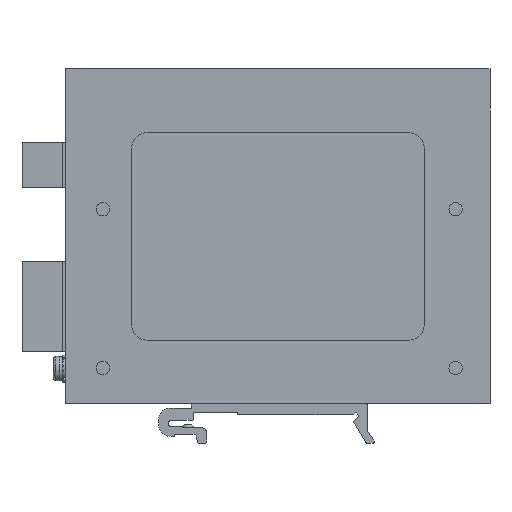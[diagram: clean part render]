
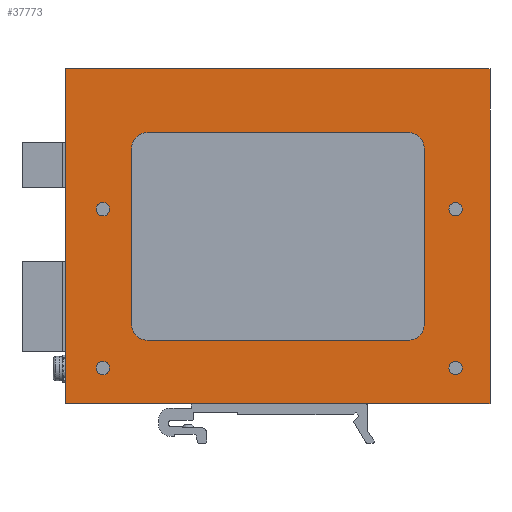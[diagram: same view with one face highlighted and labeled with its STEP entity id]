
A CAD part, left-side view. The second image highlights one B-rep face of the part: STEP entity #37773.
In plain terms, the highlighted planar face has unit normal (-1, 0, 0).
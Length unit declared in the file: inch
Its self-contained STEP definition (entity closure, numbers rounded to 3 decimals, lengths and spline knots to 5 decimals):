
#244 = DIRECTION ( 'NONE',  ( 0., 1., 0. ) ) ;
#636 = DIRECTION ( 'NONE',  ( 1., 0., 0. ) ) ;
#687 = EDGE_CURVE ( 'NONE', #5714, #19145, #14596, .T. ) ;
#862 = ORIENTED_EDGE ( 'NONE', *, *, #36998, .T. ) ;
#1724 = CARTESIAN_POINT ( 'NONE',  ( -0.59055, 1.28937, -0.77756 ) ) ;
#2014 = CARTESIAN_POINT ( 'NONE',  ( -0.59055, -1.15157, 0.77756 ) ) ;
#2078 = EDGE_LOOP ( 'NONE', ( #7298 ) ) ;
#2943 = VERTEX_POINT ( 'NONE', #13178 ) ;
#2968 = AXIS2_PLACEMENT_3D ( 'NONE', #27043, #23739, #6299 ) ;
#3205 = LINE ( 'NONE', #15139, #21973 ) ;
#3227 = EDGE_CURVE ( 'NONE', #12323, #12323, #35402, .T. ) ;
#3591 = CARTESIAN_POINT ( 'NONE',  ( -0.59055, -1.15157, 0.91535 ) ) ;
#3832 = VERTEX_POINT ( 'NONE', #18602 ) ;
#4173 = VERTEX_POINT ( 'NONE', #15800 ) ;
#4785 = VERTEX_POINT ( 'NONE', #22394 ) ;
#4822 = ORIENTED_EDGE ( 'NONE', *, *, #24017, .T. ) ;
#5010 = CARTESIAN_POINT ( 'NONE',  ( -0.59055, -1.28937, -0.77756 ) ) ;
#5714 = VERTEX_POINT ( 'NONE', #3591 ) ;
#5812 = EDGE_LOOP ( 'NONE', ( #10733, #28269, #26621, #31310, #36823, #9649, #6203, #22371 ) ) ;
#6039 = DIRECTION ( 'NONE',  ( 0., 0., 1. ) ) ;
#6123 = DIRECTION ( 'NONE',  ( 0., 0., 1. ) ) ;
#6203 = ORIENTED_EDGE ( 'NONE', *, *, #16715, .T. ) ;
#6299 = DIRECTION ( 'NONE',  ( 0., 0., 1. ) ) ;
#6469 = LINE ( 'NONE', #15676, #29152 ) ;
#6723 = VECTOR ( 'NONE', #6123, 39.37008 ) ;
#7298 = ORIENTED_EDGE ( 'NONE', *, *, #22493, .T. ) ;
#7301 = ORIENTED_EDGE ( 'NONE', *, *, #28089, .F. ) ;
#7589 = EDGE_CURVE ( 'NONE', #2943, #12016, #26393, .T. ) ;
#7859 = DIRECTION ( 'NONE',  ( 1., 0., 0. ) ) ;
#7945 = DIRECTION ( 'NONE',  ( 1., 0., 0. ) ) ;
#8394 = CARTESIAN_POINT ( 'NONE',  ( -0.59055, -0.01181, -1.47638 ) ) ;
#9196 = DIRECTION ( 'NONE',  ( 1., 0., 0. ) ) ;
#9243 = CARTESIAN_POINT ( 'NONE',  ( -0.59055, 1.28937, -1.47638 ) ) ;
#9649 = ORIENTED_EDGE ( 'NONE', *, *, #31680, .T. ) ;
#10577 = LINE ( 'NONE', #19982, #25664 ) ;
#10733 = ORIENTED_EDGE ( 'NONE', *, *, #15335, .T. ) ;
#10765 = VECTOR ( 'NONE', #34565, 39.37008 ) ;
#11139 = EDGE_CURVE ( 'NONE', #3832, #36831, #6469, .T. ) ;
#11716 = CARTESIAN_POINT ( 'NONE',  ( -0.59055, 1.87008, -1.47638 ) ) ;
#12016 = VERTEX_POINT ( 'NONE', #12423 ) ;
#12096 = FACE_BOUND ( 'NONE', #5812, .T. ) ;
#12133 = CARTESIAN_POINT ( 'NONE',  ( -0.59055, 1.15157, 0.77756 ) ) ;
#12323 = VERTEX_POINT ( 'NONE', #23695 ) ;
#12423 = CARTESIAN_POINT ( 'NONE',  ( -0.59055, 1.87008, -1.47638 ) ) ;
#12500 = EDGE_CURVE ( 'NONE', #22480, #24461, #33291, .T. ) ;
#13054 = DIRECTION ( 'NONE',  ( 1., 0., 0. ) ) ;
#13178 = CARTESIAN_POINT ( 'NONE',  ( -0.59055, -1.87008, -1.47638 ) ) ;
#13462 = EDGE_CURVE ( 'NONE', #4173, #5714, #10577, .T. ) ;
#13861 = CIRCLE ( 'NONE', #30639, 0.1378 ) ;
#13940 = DIRECTION ( 'NONE',  ( 0., 0., 1. ) ) ;
#14596 = CIRCLE ( 'NONE', #36447, 0.1378 ) ;
#15139 = CARTESIAN_POINT ( 'NONE',  ( -0.59055, 1.87008, -0.91535 ) ) ;
#15172 = VERTEX_POINT ( 'NONE', #35885 ) ;
#15335 = EDGE_CURVE ( 'NONE', #33219, #22480, #13861, .T. ) ;
#15355 = AXIS2_PLACEMENT_3D ( 'NONE', #26824, #27598, #35811 ) ;
#15676 = CARTESIAN_POINT ( 'NONE',  ( -0.59055, -0.01181, 1.47638 ) ) ;
#15800 = CARTESIAN_POINT ( 'NONE',  ( -0.59055, 1.15157, 0.91535 ) ) ;
#16715 = EDGE_CURVE ( 'NONE', #28391, #31979, #29692, .T. ) ;
#16810 = VECTOR ( 'NONE', #35728, 39.37008 ) ;
#16951 = AXIS2_PLACEMENT_3D ( 'NONE', #34547, #13054, #31049 ) ;
#17230 = EDGE_LOOP ( 'NONE', ( #4822 ) ) ;
#17992 = FACE_BOUND ( 'NONE', #34072, .T. ) ;
#18204 = DIRECTION ( 'NONE',  ( 0., 0., 1. ) ) ;
#18602 = CARTESIAN_POINT ( 'NONE',  ( -0.59055, -1.87008, 1.47638 ) ) ;
#19145 = VERTEX_POINT ( 'NONE', #33452 ) ;
#19608 = DIRECTION ( 'NONE',  ( 0., -1., 0. ) ) ;
#19982 = CARTESIAN_POINT ( 'NONE',  ( -0.59055, 1.87008, 0.91535 ) ) ;
#20498 = CARTESIAN_POINT ( 'NONE',  ( -0.59055, -1.28937, -1.47638 ) ) ;
#20668 = CIRCLE ( 'NONE', #28166, 0.1378 ) ;
#21353 = CARTESIAN_POINT ( 'NONE',  ( -0.59055, 1.15157, -0.91535 ) ) ;
#21847 = VECTOR ( 'NONE', #32270, 39.37008 ) ;
#21973 = VECTOR ( 'NONE', #27061, 39.37008 ) ;
#22066 = EDGE_CURVE ( 'NONE', #24461, #4173, #20668, .T. ) ;
#22371 = ORIENTED_EDGE ( 'NONE', *, *, #23132, .T. ) ;
#22394 = CARTESIAN_POINT ( 'NONE',  ( -0.59055, 1.54331, 0.29764 ) ) ;
#22480 = VERTEX_POINT ( 'NONE', #1724 ) ;
#22493 = EDGE_CURVE ( 'NONE', #37713, #37713, #33179, .T. ) ;
#22802 = CIRCLE ( 'NONE', #32790, 0.05906 ) ;
#23132 = EDGE_CURVE ( 'NONE', #31979, #33219, #3205, .T. ) ;
#23422 = LINE ( 'NONE', #20498, #10765 ) ;
#23594 = CARTESIAN_POINT ( 'NONE',  ( -0.59055, 1.54331, -1.10236 ) ) ;
#23695 = CARTESIAN_POINT ( 'NONE',  ( -0.59055, -1.56693, 0.29764 ) ) ;
#23739 = DIRECTION ( 'NONE',  ( 1., 0., 0. ) ) ;
#23843 = FACE_OUTER_BOUND ( 'NONE', #26283, .T. ) ;
#24016 = ORIENTED_EDGE ( 'NONE', *, *, #11139, .T. ) ;
#24017 = EDGE_CURVE ( 'NONE', #15172, #15172, #34493, .T. ) ;
#24184 = CARTESIAN_POINT ( 'NONE',  ( -0.59055, 1.87008, 1.47638 ) ) ;
#24461 = VERTEX_POINT ( 'NONE', #30515 ) ;
#25660 = DIRECTION ( 'NONE',  ( 0., 0., 1. ) ) ;
#25664 = VECTOR ( 'NONE', #19608, 39.37008 ) ;
#25901 = ORIENTED_EDGE ( 'NONE', *, *, #3227, .T. ) ;
#26283 = EDGE_LOOP ( 'NONE', ( #37071, #33100, #24016, #7301 ) ) ;
#26393 = LINE ( 'NONE', #8394, #21847 ) ;
#26399 = LINE ( 'NONE', #34814, #31947 ) ;
#26583 = FACE_BOUND ( 'NONE', #31326, .T. ) ;
#26621 = ORIENTED_EDGE ( 'NONE', *, *, #22066, .T. ) ;
#26824 = CARTESIAN_POINT ( 'NONE',  ( -0.59055, -1.15157, -0.77756 ) ) ;
#27043 = CARTESIAN_POINT ( 'NONE',  ( -0.59055, -1.56693, 0.23858 ) ) ;
#27061 = DIRECTION ( 'NONE',  ( 0., 1., 0. ) ) ;
#27121 = AXIS2_PLACEMENT_3D ( 'NONE', #11716, #35751, #6039 ) ;
#27598 = DIRECTION ( 'NONE',  ( 1., 0., 0. ) ) ;
#28089 = EDGE_CURVE ( 'NONE', #12016, #36831, #38469, .T. ) ;
#28166 = AXIS2_PLACEMENT_3D ( 'NONE', #12133, #9196, #18204 ) ;
#28269 = ORIENTED_EDGE ( 'NONE', *, *, #12500, .T. ) ;
#28391 = VERTEX_POINT ( 'NONE', #5010 ) ;
#28896 = AXIS2_PLACEMENT_3D ( 'NONE', #32387, #7945, #32191 ) ;
#29152 = VECTOR ( 'NONE', #244, 39.37008 ) ;
#29692 = CIRCLE ( 'NONE', #15355, 0.1378 ) ;
#30083 = FACE_BOUND ( 'NONE', #2078, .T. ) ;
#30515 = CARTESIAN_POINT ( 'NONE',  ( -0.59055, 1.28937, 0.77756 ) ) ;
#30548 = DIRECTION ( 'NONE',  ( 0., 0., 1. ) ) ;
#30639 = AXIS2_PLACEMENT_3D ( 'NONE', #33090, #636, #30548 ) ;
#31049 = DIRECTION ( 'NONE',  ( 0., 0., 1. ) ) ;
#31310 = ORIENTED_EDGE ( 'NONE', *, *, #13462, .T. ) ;
#31326 = EDGE_LOOP ( 'NONE', ( #862 ) ) ;
#31680 = EDGE_CURVE ( 'NONE', #19145, #28391, #23422, .T. ) ;
#31890 = DIRECTION ( 'NONE',  ( 0., 0., -1. ) ) ;
#31947 = VECTOR ( 'NONE', #31890, 39.37008 ) ;
#31979 = VERTEX_POINT ( 'NONE', #34126 ) ;
#32191 = DIRECTION ( 'NONE',  ( 0., 0., 1. ) ) ;
#32270 = DIRECTION ( 'NONE',  ( 0., 1., 0. ) ) ;
#32387 = CARTESIAN_POINT ( 'NONE',  ( -0.59055, -1.56693, -1.16142 ) ) ;
#32790 = AXIS2_PLACEMENT_3D ( 'NONE', #36668, #7859, #25660 ) ;
#32835 = PLANE ( 'NONE',  #27121 ) ;
#33090 = CARTESIAN_POINT ( 'NONE',  ( -0.59055, 1.15157, -0.77756 ) ) ;
#33100 = ORIENTED_EDGE ( 'NONE', *, *, #33508, .F. ) ;
#33179 = CIRCLE ( 'NONE', #16951, 0.05906 ) ;
#33219 = VERTEX_POINT ( 'NONE', #21353 ) ;
#33291 = LINE ( 'NONE', #9243, #6723 ) ;
#33452 = CARTESIAN_POINT ( 'NONE',  ( -0.59055, -1.28937, 0.77756 ) ) ;
#33508 = EDGE_CURVE ( 'NONE', #3832, #2943, #26399, .T. ) ;
#34072 = EDGE_LOOP ( 'NONE', ( #25901 ) ) ;
#34126 = CARTESIAN_POINT ( 'NONE',  ( -0.59055, -1.15157, -0.91535 ) ) ;
#34493 = CIRCLE ( 'NONE', #28896, 0.05906 ) ;
#34547 = CARTESIAN_POINT ( 'NONE',  ( -0.59055, 1.54331, -1.16142 ) ) ;
#34565 = DIRECTION ( 'NONE',  ( 0., 0., -1. ) ) ;
#34814 = CARTESIAN_POINT ( 'NONE',  ( -0.59055, -1.87008, -1.47638 ) ) ;
#35149 = CARTESIAN_POINT ( 'NONE',  ( -0.59055, 1.87008, -1.47638 ) ) ;
#35402 = CIRCLE ( 'NONE', #2968, 0.05906 ) ;
#35728 = DIRECTION ( 'NONE',  ( 0., 0., 1. ) ) ;
#35751 = DIRECTION ( 'NONE',  ( -1., 0., 0. ) ) ;
#35811 = DIRECTION ( 'NONE',  ( 0., 0., 1. ) ) ;
#35885 = CARTESIAN_POINT ( 'NONE',  ( -0.59055, -1.56693, -1.10236 ) ) ;
#36447 = AXIS2_PLACEMENT_3D ( 'NONE', #2014, #38162, #13940 ) ;
#36668 = CARTESIAN_POINT ( 'NONE',  ( -0.59055, 1.54331, 0.23858 ) ) ;
#36823 = ORIENTED_EDGE ( 'NONE', *, *, #687, .T. ) ;
#36831 = VERTEX_POINT ( 'NONE', #24184 ) ;
#36998 = EDGE_CURVE ( 'NONE', #4785, #4785, #22802, .T. ) ;
#37071 = ORIENTED_EDGE ( 'NONE', *, *, #7589, .F. ) ;
#37713 = VERTEX_POINT ( 'NONE', #23594 ) ;
#37773 = ADVANCED_FACE ( 'NONE', ( #23843, #17992, #30083, #26583, #38496, #12096 ), #32835, .T. ) ;
#38162 = DIRECTION ( 'NONE',  ( 1., 0., 0. ) ) ;
#38469 = LINE ( 'NONE', #35149, #16810 ) ;
#38496 = FACE_BOUND ( 'NONE', #17230, .T. ) ;
